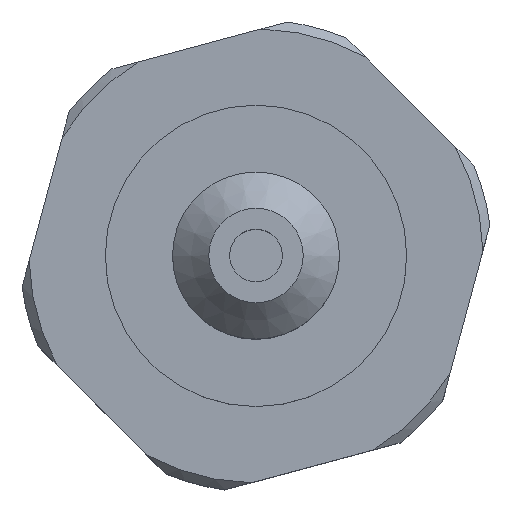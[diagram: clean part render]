
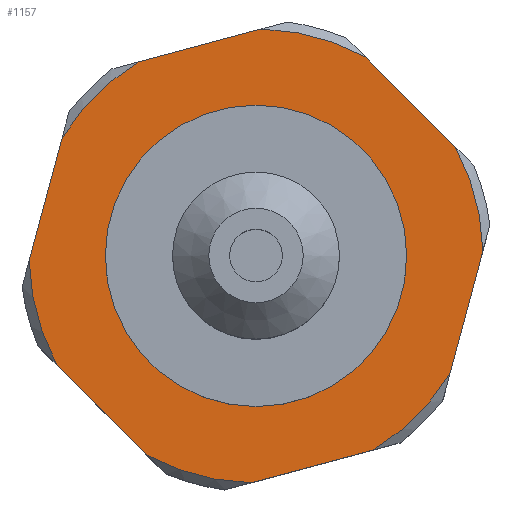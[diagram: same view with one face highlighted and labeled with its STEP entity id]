
A CAD part, top view. The second image highlights one B-rep face of the part: STEP entity #1157.
In plain terms, the highlighted planar face has unit normal (0, 0, 1).
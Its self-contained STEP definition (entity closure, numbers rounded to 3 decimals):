
#497=CARTESIAN_POINT('',(8.3,-0.,6.34));
#498=VERTEX_POINT('',#497);
#499=CARTESIAN_POINT('',(-8.3,-0.,6.34));
#500=VERTEX_POINT('',#499);
#501=CARTESIAN_POINT('',(0.,0.,6.34));
#502=DIRECTION('',(-0.,-0.,1.));
#503=DIRECTION('',(-1.,0.,0.));
#504=AXIS2_PLACEMENT_3D('',#501,#502,#503);
#505=CIRCLE('',#504,8.3);
#506=EDGE_CURVE('',#498,#500,#505,.T.);
#508=CARTESIAN_POINT('',(0.,0.,6.34));
#509=DIRECTION('',(-0.,-0.,1.));
#510=DIRECTION('',(-1.,0.,0.));
#511=AXIS2_PLACEMENT_3D('',#508,#509,#510);
#512=CIRCLE('',#511,8.3);
#513=EDGE_CURVE('',#500,#498,#512,.T.);
#613=CARTESIAN_POINT('',(6.013,10.959,6.34));
#614=VERTEX_POINT('',#613);
#622=CARTESIAN_POINT('',(10.96,6.011,6.34));
#623=VERTEX_POINT('',#622);
#624=CARTESIAN_POINT('',(10.96,6.011,6.34));
#625=DIRECTION('',(-0.707,0.707,-0.));
#626=VECTOR('',#625,6.996);
#627=LINE('',#624,#626);
#628=EDGE_CURVE('',#623,#614,#627,.T.);
#705=CARTESIAN_POINT('',(-6.484,10.687,6.34));
#706=VERTEX_POINT('',#705);
#714=CARTESIAN_POINT('',(0.274,12.497,6.34));
#715=VERTEX_POINT('',#714);
#716=CARTESIAN_POINT('',(0.274,12.497,6.34));
#717=DIRECTION('',(-0.966,-0.259,-0.));
#718=VECTOR('',#717,6.996);
#719=LINE('',#716,#718);
#720=EDGE_CURVE('',#715,#706,#719,.T.);
#797=CARTESIAN_POINT('',(-12.497,-0.272,6.34));
#798=VERTEX_POINT('',#797);
#806=CARTESIAN_POINT('',(-10.686,6.486,6.34));
#807=VERTEX_POINT('',#806);
#808=CARTESIAN_POINT('',(-10.686,6.486,6.34));
#809=DIRECTION('',(-0.259,-0.966,-0.));
#810=VECTOR('',#809,6.996);
#811=LINE('',#808,#810);
#812=EDGE_CURVE('',#807,#798,#811,.T.);
#889=CARTESIAN_POINT('',(-6.013,-10.959,6.34));
#890=VERTEX_POINT('',#889);
#898=CARTESIAN_POINT('',(-10.96,-6.011,6.34));
#899=VERTEX_POINT('',#898);
#900=CARTESIAN_POINT('',(-10.96,-6.011,6.34));
#901=DIRECTION('',(0.707,-0.707,-0.));
#902=VECTOR('',#901,6.996);
#903=LINE('',#900,#902);
#904=EDGE_CURVE('',#899,#890,#903,.T.);
#973=CARTESIAN_POINT('',(6.484,-10.687,6.34));
#974=VERTEX_POINT('',#973);
#982=CARTESIAN_POINT('',(-0.274,-12.497,6.34));
#983=VERTEX_POINT('',#982);
#984=CARTESIAN_POINT('',(-0.274,-12.497,6.34));
#985=DIRECTION('',(0.966,0.259,-0.));
#986=VECTOR('',#985,6.996);
#987=LINE('',#984,#986);
#988=EDGE_CURVE('',#983,#974,#987,.T.);
#1063=CARTESIAN_POINT('',(12.497,0.272,6.34));
#1064=VERTEX_POINT('',#1063);
#1072=CARTESIAN_POINT('',(10.686,-6.486,6.34));
#1073=VERTEX_POINT('',#1072);
#1074=CARTESIAN_POINT('',(10.686,-6.486,6.34));
#1075=DIRECTION('',(0.259,0.966,-0.));
#1076=VECTOR('',#1075,6.996);
#1077=LINE('',#1074,#1076);
#1078=EDGE_CURVE('',#1073,#1064,#1077,.T.);
#1098=CARTESIAN_POINT('',(0.,0.,6.34));
#1099=DIRECTION('',(0.,0.,1.));
#1100=DIRECTION('',(-1.,0.,0.));
#1101=AXIS2_PLACEMENT_3D('',#1098,#1099,#1100);
#1102=PLANE('',#1101);
#1103=ORIENTED_EDGE('',*,*,#513,.F.);
#1104=ORIENTED_EDGE('',*,*,#506,.F.);
#1105=EDGE_LOOP('',(#1103,#1104));
#1106=FACE_BOUND('',#1105,.T.);
#1107=ORIENTED_EDGE('',*,*,#904,.T.);
#1108=CARTESIAN_POINT('',(0.,0.,6.34));
#1109=DIRECTION('',(-0.,-0.,1.));
#1110=DIRECTION('',(-1.,0.,0.));
#1111=AXIS2_PLACEMENT_3D('',#1108,#1109,#1110);
#1112=CIRCLE('',#1111,12.5);
#1113=EDGE_CURVE('',#890,#983,#1112,.T.);
#1114=ORIENTED_EDGE('',*,*,#1113,.T.);
#1115=ORIENTED_EDGE('',*,*,#988,.T.);
#1116=CARTESIAN_POINT('',(0.,0.,6.34));
#1117=DIRECTION('',(-0.,-0.,1.));
#1118=DIRECTION('',(-1.,0.,0.));
#1119=AXIS2_PLACEMENT_3D('',#1116,#1117,#1118);
#1120=CIRCLE('',#1119,12.5);
#1121=EDGE_CURVE('',#974,#1073,#1120,.T.);
#1122=ORIENTED_EDGE('',*,*,#1121,.T.);
#1123=ORIENTED_EDGE('',*,*,#1078,.T.);
#1124=CARTESIAN_POINT('',(0.,0.,6.34));
#1125=DIRECTION('',(-0.,-0.,1.));
#1126=DIRECTION('',(-1.,0.,0.));
#1127=AXIS2_PLACEMENT_3D('',#1124,#1125,#1126);
#1128=CIRCLE('',#1127,12.5);
#1129=EDGE_CURVE('',#1064,#623,#1128,.T.);
#1130=ORIENTED_EDGE('',*,*,#1129,.T.);
#1131=ORIENTED_EDGE('',*,*,#628,.T.);
#1132=CARTESIAN_POINT('',(0.,0.,6.34));
#1133=DIRECTION('',(-0.,-0.,1.));
#1134=DIRECTION('',(-1.,0.,0.));
#1135=AXIS2_PLACEMENT_3D('',#1132,#1133,#1134);
#1136=CIRCLE('',#1135,12.5);
#1137=EDGE_CURVE('',#614,#715,#1136,.T.);
#1138=ORIENTED_EDGE('',*,*,#1137,.T.);
#1139=ORIENTED_EDGE('',*,*,#720,.T.);
#1140=CARTESIAN_POINT('',(0.,0.,6.34));
#1141=DIRECTION('',(-0.,-0.,1.));
#1142=DIRECTION('',(-1.,0.,0.));
#1143=AXIS2_PLACEMENT_3D('',#1140,#1141,#1142);
#1144=CIRCLE('',#1143,12.5);
#1145=EDGE_CURVE('',#706,#807,#1144,.T.);
#1146=ORIENTED_EDGE('',*,*,#1145,.T.);
#1147=ORIENTED_EDGE('',*,*,#812,.T.);
#1148=CARTESIAN_POINT('',(0.,0.,6.34));
#1149=DIRECTION('',(-0.,-0.,1.));
#1150=DIRECTION('',(-1.,0.,0.));
#1151=AXIS2_PLACEMENT_3D('',#1148,#1149,#1150);
#1152=CIRCLE('',#1151,12.5);
#1153=EDGE_CURVE('',#798,#899,#1152,.T.);
#1154=ORIENTED_EDGE('',*,*,#1153,.T.);
#1155=EDGE_LOOP('',(#1107,#1114,#1115,#1122,#1123,#1130,#1131,#1138,#1139,#1146,#1147,#1154));
#1156=FACE_BOUND('',#1155,.T.);
#1157=ADVANCED_FACE('',(#1106,#1156),#1102,.T.);
